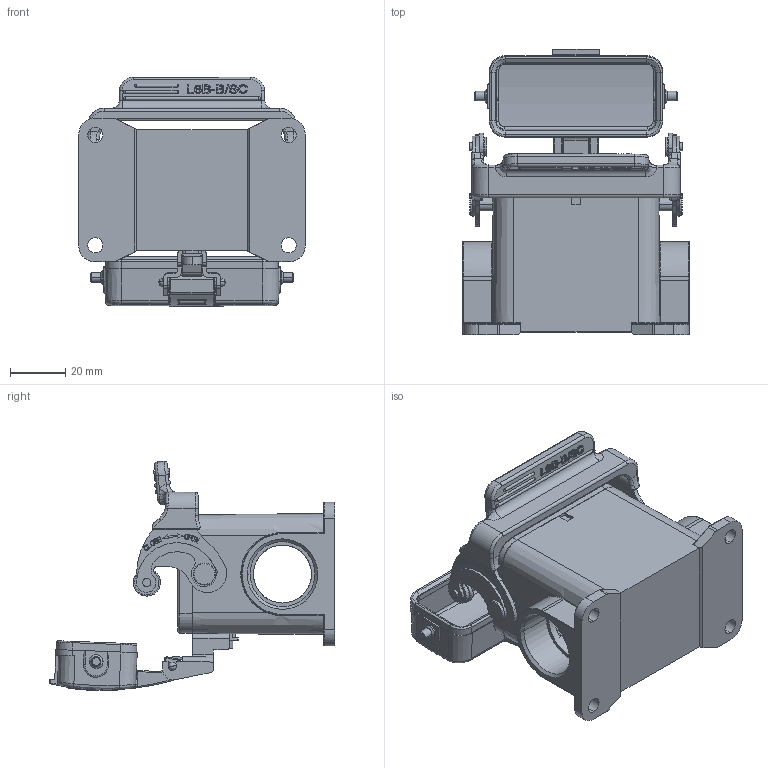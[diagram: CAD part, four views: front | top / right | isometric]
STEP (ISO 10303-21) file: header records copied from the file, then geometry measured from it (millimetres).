
FILE_DESCRIPTION((''),'2;1');
FILE_NAME('PRT0385','2017-10-23T',('dm.li'),(''),'PRO/ENGINEER BY PARAMETRIC TECHNOLOGY CORPORATION, 2012480','PRO/ENGINEER BY PARAMETRIC TECHNOLOGY CORPORATION, 2012480','');
FILE_SCHEMA(('AUTOMOTIVE_DESIGN { 1 0 10303 214 1 1 1 1 }'));
Products named in the file (1): PRT0385
Bounding box: 82 x 103.56 x 83.11 mm (x, y, z)
Volume: 88122.5 mm3; surface area: 53561 mm2
Topology: 2 solids, 16 shells, 1725 faces, 4574 edges, 2941 vertices
Faces by surface type: plane 709, cylinder 447, extrusion 261, torus 111, bspline 102, cone 66, sphere 29
Entity records: 63317 total; most frequent: CARTESIAN_POINT 21200, ORIENTED_EDGE 9070, DIRECTION 7581, EDGE_CURVE 4535, VERTEX_POINT 2941, VECTOR 2577, AXIS2_PLACEMENT_3D 2502, LINE 2316
